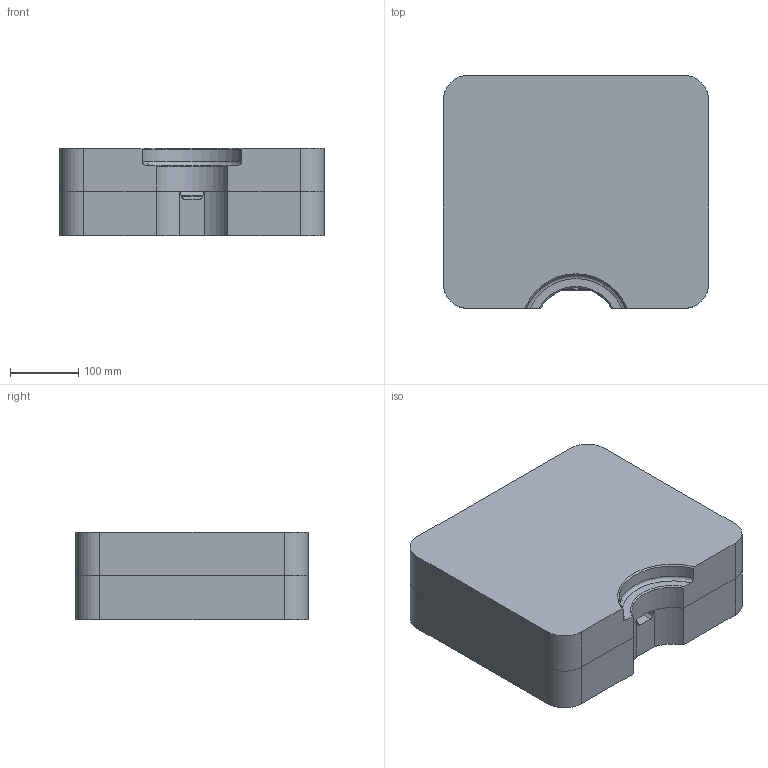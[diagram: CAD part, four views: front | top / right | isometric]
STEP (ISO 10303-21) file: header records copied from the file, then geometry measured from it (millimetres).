
FILE_DESCRIPTION((''),'2;1');
FILE_NAME('MFG0001_ASM','2018-07-12T',('Administrator'),(''),'CREO PARAMETRIC BY PTC INC, 2014190','CREO PARAMETRIC BY PTC INC, 2014190','');
FILE_SCHEMA(('CONFIG_CONTROL_DESIGN'));
Products named in the file (6): 1; MFG0001_REF; MOLD_VOL_1; MOLD_VOL_2; MOLD_VOL_3; MFG0001_ASM
Assembly tree (5 placements, depth 2):
  MFG0001_ASM
    1
    MFG0001_REF
    MOLD_VOL_1
    MOLD_VOL_2
    MOLD_VOL_3
Bounding box: 387 x 340 x 128.5 mm (x, y, z)
Volume: 16286732.5 mm3; surface area: 997535.5 mm2
Topology: 4 solids, 4 shells, 1703 faces, 4208 edges, 2526 vertices
Faces by surface type: cylinder 590, plane 447, bspline 276, cone 204, torus 138, sphere 48
Entity records: 61293 total; most frequent: CARTESIAN_POINT 22881, ORIENTED_EDGE 8400, DIRECTION 7649, EDGE_CURVE 4200, AXIS2_PLACEMENT_3D 2949, VERTEX_POINT 2526, VECTOR 1751, LINE 1751
